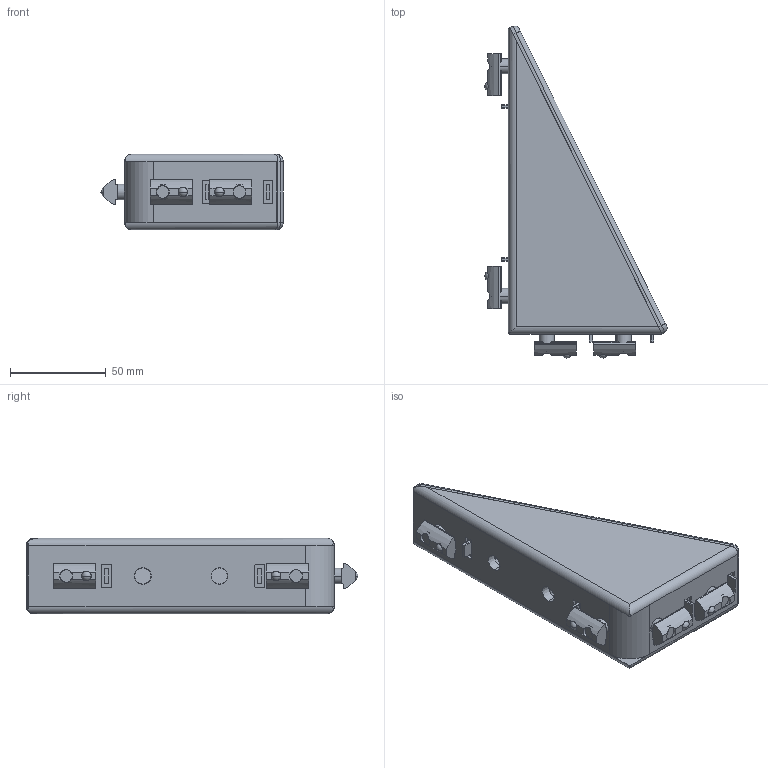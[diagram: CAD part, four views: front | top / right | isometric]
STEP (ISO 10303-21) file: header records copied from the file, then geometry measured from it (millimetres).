
FILE_DESCRIPTION (( 'STEP AP214' ), '1' );
FILE_NAME ('FIXE08E1449-Kit équerre 8 160x80x40 Zn.step', '2023-03-24T09:27:55', ( 'Altae' ), ( '' ), 'SwSTEP 2.0', 'SolidWorks 2021', '' );
FILE_SCHEMA (( 'AUTOMOTIVE_DESIGN' ));
Length unit declared in the file: millimetre
Products named in the file (6): 04^FIXE08E1449-Kit équerre 8 160x80x40 Zn; 01^FIXE08E1449-Kit équerre 8 160x80x40 Zn; 05^FIXE08E1449-Kit équerre 8 160x80x40 Zn; FIXE08E1449-Kit équerre 8 160x80x40 Zn; 03^FIXE08E1449-Kit équerre 8 160x80x40 Zn; 02^FIXE08E1449-Kit équerre 8 160x80x40 Zn
Assembly tree (14 placements, depth 2):
  FIXE08E1449-Kit équerre 8 160x80x40 Zn
    01^FIXE08E1449-Kit équerre 8 160x80x40 Zn
    02^FIXE08E1449-Kit équerre 8 160x80x40 Zn  x4
    03^FIXE08E1449-Kit équerre 8 160x80x40 Zn  x4
    04^FIXE08E1449-Kit équerre 8 160x80x40 Zn  x4
    05^FIXE08E1449-Kit équerre 8 160x80x40 Zn
Bounding box: 95.1 x 173.26 x 39.5 mm (x, y, z)
Volume: 105495.3 mm3; surface area: 75789.9 mm2
Topology: 14 solids, 14 shells, 835 faces, 2317 edges, 1546 vertices
Faces by surface type: plane 400, cylinder 318, cone 69, torus 28, sphere 16, bspline 4
Entity records: 23241 total; most frequent: CARTESIAN_POINT 6234, ORIENTED_EDGE 3776, DIRECTION 3228, EDGE_CURVE 1888, VERTEX_POINT 1261, AXIS2_PLACEMENT_3D 1136, VECTOR 956, LINE 956
